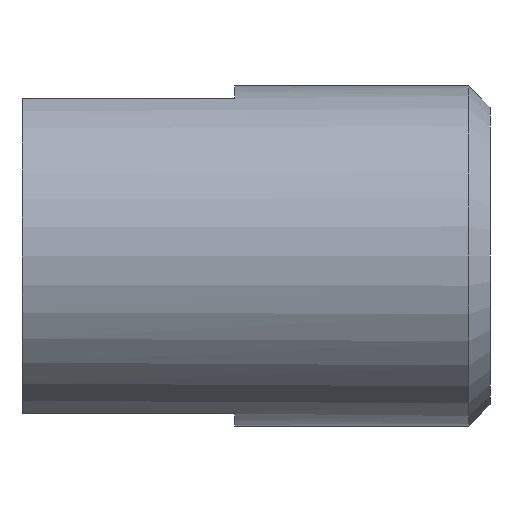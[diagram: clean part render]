
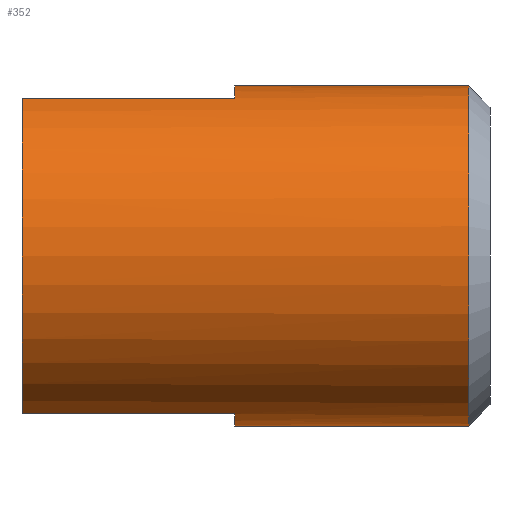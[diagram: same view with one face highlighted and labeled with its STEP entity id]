
A CAD part, left-side view. The second image highlights one B-rep face of the part: STEP entity #352.
In plain terms, the highlighted cylindrical face has radius 8 mm (diameter 16 mm), a partial arc.
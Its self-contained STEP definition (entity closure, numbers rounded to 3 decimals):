
#3 = VECTOR ( 'NONE', #248, 1000. ) ;
#8 = ORIENTED_EDGE ( 'NONE', *, *, #392, .T. ) ;
#15 = ORIENTED_EDGE ( 'NONE', *, *, #583, .F. ) ;
#17 = ORIENTED_EDGE ( 'NONE', *, *, #78, .T. ) ;
#19 = CARTESIAN_POINT ( 'NONE',  ( -3., 11., -7.416 ) ) ;
#24 = CYLINDRICAL_SURFACE ( 'NONE', #565, 8. ) ;
#28 = DIRECTION ( 'NONE',  ( 0., 0., -1. ) ) ;
#32 = VERTEX_POINT ( 'NONE', #72 ) ;
#45 = FACE_OUTER_BOUND ( 'NONE', #197, .T. ) ;
#67 = CIRCLE ( 'NONE', #273, 8. ) ;
#72 = CARTESIAN_POINT ( 'NONE',  ( -3., 1., -7.416 ) ) ;
#78 = EDGE_CURVE ( 'NONE', #623, #203, #362, .T. ) ;
#86 = DIRECTION ( 'NONE',  ( 0., 0., -1. ) ) ;
#89 = VERTEX_POINT ( 'NONE', #258 ) ;
#112 = VERTEX_POINT ( 'NONE', #357 ) ;
#128 = EDGE_CURVE ( 'NONE', #112, #89, #67, .T. ) ;
#131 = DIRECTION ( 'NONE',  ( 0., 0., 1. ) ) ;
#132 = DIRECTION ( 'NONE',  ( 0., -1., 0. ) ) ;
#134 = CARTESIAN_POINT ( 'NONE',  ( 0., -10., 0. ) ) ;
#139 = DIRECTION ( 'NONE',  ( 0., -1., 0. ) ) ;
#144 = EDGE_CURVE ( 'NONE', #328, #32, #509, .T. ) ;
#158 = CIRCLE ( 'NONE', #518, 8. ) ;
#163 = VERTEX_POINT ( 'NONE', #311 ) ;
#172 = CIRCLE ( 'NONE', #629, 8. ) ;
#176 = CARTESIAN_POINT ( 'NONE',  ( 0., -10., -8. ) ) ;
#181 = CARTESIAN_POINT ( 'NONE',  ( -3., 11., -7.416 ) ) ;
#187 = DIRECTION ( 'NONE',  ( 0., 1., 0. ) ) ;
#197 = EDGE_LOOP ( 'NONE', ( #15, #420, #250, #479, #604, #8, #17, #589 ) ) ;
#201 = VERTEX_POINT ( 'NONE', #222 ) ;
#203 = VERTEX_POINT ( 'NONE', #176 ) ;
#213 = CARTESIAN_POINT ( 'NONE',  ( 0., 11., 0. ) ) ;
#222 = CARTESIAN_POINT ( 'NONE',  ( 0., -10., 8. ) ) ;
#227 = DIRECTION ( 'NONE',  ( 0., 0., 1. ) ) ;
#242 = LINE ( 'NONE', #451, #394 ) ;
#248 = DIRECTION ( 'NONE',  ( 0., -1., 0. ) ) ;
#250 = ORIENTED_EDGE ( 'NONE', *, *, #271, .T. ) ;
#258 = CARTESIAN_POINT ( 'NONE',  ( -3., 1., 7.416 ) ) ;
#264 = CARTESIAN_POINT ( 'NONE',  ( 0., 11., -8. ) ) ;
#266 = DIRECTION ( 'NONE',  ( 0., -1., 0. ) ) ;
#271 = EDGE_CURVE ( 'NONE', #89, #163, #242, .T. ) ;
#273 = AXIS2_PLACEMENT_3D ( 'NONE', #564, #266, #28 ) ;
#293 = CARTESIAN_POINT ( 'NONE',  ( 0., 1., -8. ) ) ;
#311 = CARTESIAN_POINT ( 'NONE',  ( -3., 11., 7.416 ) ) ;
#322 = AXIS2_PLACEMENT_3D ( 'NONE', #422, #522, #131 ) ;
#328 = VERTEX_POINT ( 'NONE', #181 ) ;
#330 = LINE ( 'NONE', #450, #3 ) ;
#334 = CARTESIAN_POINT ( 'NONE',  ( 0., 1., 0. ) ) ;
#352 = ADVANCED_FACE ( 'NONE', ( #45 ), #24, .T. ) ;
#357 = CARTESIAN_POINT ( 'NONE',  ( 0., 1., 8. ) ) ;
#362 = LINE ( 'NONE', #264, #590 ) ;
#365 = DIRECTION ( 'NONE',  ( 0., -1., 0. ) ) ;
#392 = EDGE_CURVE ( 'NONE', #32, #623, #172, .T. ) ;
#394 = VECTOR ( 'NONE', #441, 1000. ) ;
#410 = VECTOR ( 'NONE', #555, 1000. ) ;
#420 = ORIENTED_EDGE ( 'NONE', *, *, #128, .T. ) ;
#422 = CARTESIAN_POINT ( 'NONE',  ( 0., 11., 0. ) ) ;
#441 = DIRECTION ( 'NONE',  ( 0., 1., 0. ) ) ;
#450 = CARTESIAN_POINT ( 'NONE',  ( 0., 11., 8. ) ) ;
#451 = CARTESIAN_POINT ( 'NONE',  ( -3., 11., 7.416 ) ) ;
#462 = CIRCLE ( 'NONE', #322, 8. ) ;
#466 = EDGE_CURVE ( 'NONE', #203, #201, #158, .T. ) ;
#479 = ORIENTED_EDGE ( 'NONE', *, *, #570, .F. ) ;
#509 = LINE ( 'NONE', #19, #410 ) ;
#518 = AXIS2_PLACEMENT_3D ( 'NONE', #134, #187, #227 ) ;
#522 = DIRECTION ( 'NONE',  ( 0., 1., 0. ) ) ;
#528 = DIRECTION ( 'NONE',  ( 0., 0., -1. ) ) ;
#555 = DIRECTION ( 'NONE',  ( 0., -1., 0. ) ) ;
#564 = CARTESIAN_POINT ( 'NONE',  ( 0., 1., 0. ) ) ;
#565 = AXIS2_PLACEMENT_3D ( 'NONE', #213, #132, #528 ) ;
#570 = EDGE_CURVE ( 'NONE', #328, #163, #462, .T. ) ;
#583 = EDGE_CURVE ( 'NONE', #112, #201, #330, .T. ) ;
#589 = ORIENTED_EDGE ( 'NONE', *, *, #466, .T. ) ;
#590 = VECTOR ( 'NONE', #365, 1000. ) ;
#604 = ORIENTED_EDGE ( 'NONE', *, *, #144, .T. ) ;
#623 = VERTEX_POINT ( 'NONE', #293 ) ;
#629 = AXIS2_PLACEMENT_3D ( 'NONE', #334, #139, #86 ) ;
